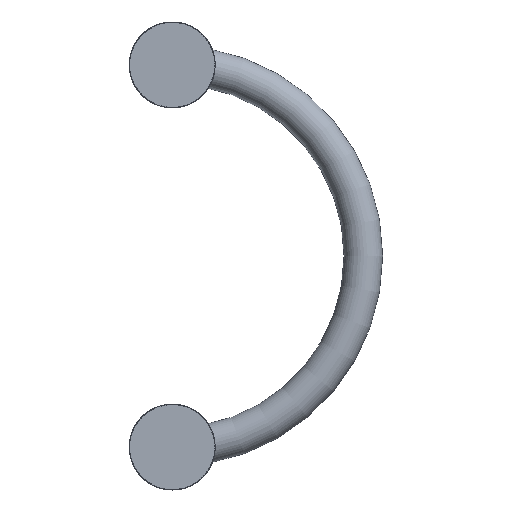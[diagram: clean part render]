
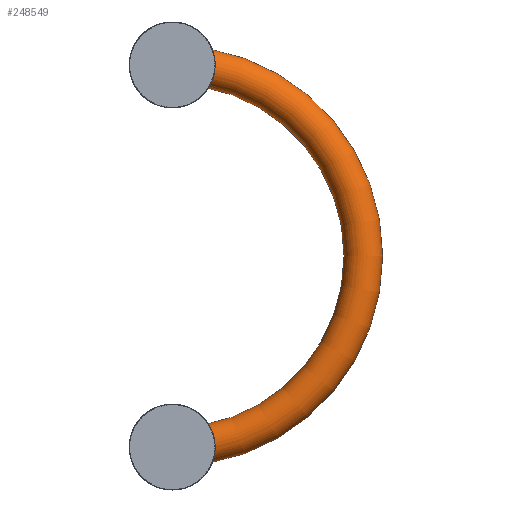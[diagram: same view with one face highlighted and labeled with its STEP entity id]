
A CAD part, left-side view. The second image highlights one B-rep face of the part: STEP entity #248549.
In plain terms, the highlighted toroidal (fillet/blend) face has major radius 99.06 mm and minor radius 9.995 mm.
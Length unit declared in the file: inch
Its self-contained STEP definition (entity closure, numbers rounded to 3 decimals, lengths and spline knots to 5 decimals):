
#41025=CARTESIAN_POINT('',(2.51,0.,4.2935));
#41056=CARTESIAN_POINT('',(2.51,0.,3.5065));
#82615=CARTESIAN_POINT('',(2.51,0.,-3.5065));
#82646=CARTESIAN_POINT('',(2.51,0.,-4.2935));
#82652=CARTESIAN_POINT('',(2.51,0.,0.));
#82653=DIRECTION('',(-1.,0.,0.));
#82654=DIRECTION('',(0.,0.,-1.));
#82655=AXIS2_PLACEMENT_3D('',#82652,#82653,#82654);
#82657=CARTESIAN_POINT('',(2.51,0.,4.2935));
#82658=CARTESIAN_POINT('',(2.4932,-0.01869,
4.2935));
#82659=CARTESIAN_POINT('',(2.45989,-0.05575,
4.29112));
#82660=CARTESIAN_POINT('',(2.41092,-0.11012,
4.28059));
#82661=CARTESIAN_POINT('',(2.36433,-0.16161,
4.26365));
#82662=CARTESIAN_POINT('',(2.32097,-0.20921,
4.24113));
#82663=CARTESIAN_POINT('',(2.28156,-0.25209,
4.21403));
#82664=CARTESIAN_POINT('',(2.24655,-0.28977,
4.18342));
#82665=CARTESIAN_POINT('',(2.21612,-0.32207,
4.15037));
#82666=CARTESIAN_POINT('',(2.19025,-0.34907,
4.11579));
#82667=CARTESIAN_POINT('',(2.16879,-0.37103,
4.08047));
#82668=CARTESIAN_POINT('',(2.15143,-0.38834,
4.04492));
#82669=CARTESIAN_POINT('',(2.13788,-0.4014,
4.00956));
#82670=CARTESIAN_POINT('',(2.1278,-0.41059,
3.9746));
#82671=CARTESIAN_POINT('',(2.12093,-0.41629,
3.94015));
#82672=CARTESIAN_POINT('',(2.11706,-0.41874,
3.90622));
#82673=CARTESIAN_POINT('',(2.11606,-0.41811,
3.87272));
#82674=CARTESIAN_POINT('',(2.11787,-0.41453,
3.83959));
#82675=CARTESIAN_POINT('',(2.12255,-0.40792,
3.80674));
#82676=CARTESIAN_POINT('',(2.13024,-0.39821,
3.77404));
#82677=CARTESIAN_POINT('',(2.14118,-0.38513,
3.7415));
#82678=CARTESIAN_POINT('',(2.15574,-0.3684,
3.70909));
#82679=CARTESIAN_POINT('',(2.17432,-0.34763,
3.67702));
#82680=CARTESIAN_POINT('',(2.19747,-0.32231,
3.64548));
#82681=CARTESIAN_POINT('',(2.22569,-0.29201,
3.615));
#82682=CARTESIAN_POINT('',(2.25952,-0.25626,
3.58619));
#82683=CARTESIAN_POINT('',(2.2993,-0.21478,
3.55999));
#82684=CARTESIAN_POINT('',(2.34509,-0.16758,
3.53754));
#82685=CARTESIAN_POINT('',(2.39634,-0.11522,
3.52013));
#82686=CARTESIAN_POINT('',(2.45207,-0.05863,
3.50904));
#82687=CARTESIAN_POINT('',(2.49046,-0.01978,
3.5065));
#82688=CARTESIAN_POINT('',(2.51,0.,3.5065));
#82690=CARTESIAN_POINT('',(2.51,0.,0.));
#82691=DIRECTION('',(1.,0.,0.));
#82692=DIRECTION('',(0.,0.,1.));
#82693=AXIS2_PLACEMENT_3D('',#82690,#82691,#82692);
#82695=CARTESIAN_POINT('',(2.51,0.,-3.5065));
#82696=CARTESIAN_POINT('',(2.49046,-0.01978,
-3.5065));
#82697=CARTESIAN_POINT('',(2.45207,-0.05863,
-3.50904));
#82698=CARTESIAN_POINT('',(2.39634,-0.11522,
-3.52014));
#82699=CARTESIAN_POINT('',(2.34508,-0.16759,
-3.53754));
#82700=CARTESIAN_POINT('',(2.29929,-0.21479,
-3.55999));
#82701=CARTESIAN_POINT('',(2.25951,-0.25627,
-3.5862));
#82702=CARTESIAN_POINT('',(2.22569,-0.29202,
-3.615));
#82703=CARTESIAN_POINT('',(2.19746,-0.32232,
-3.64549));
#82704=CARTESIAN_POINT('',(2.17431,-0.34764,
-3.67702));
#82705=CARTESIAN_POINT('',(2.15574,-0.36841,
-3.70909));
#82706=CARTESIAN_POINT('',(2.14117,-0.38514,
-3.74151));
#82707=CARTESIAN_POINT('',(2.13024,-0.39821,
-3.77404));
#82708=CARTESIAN_POINT('',(2.12255,-0.40792,
-3.80674));
#82709=CARTESIAN_POINT('',(2.11787,-0.41453,
-3.8396));
#82710=CARTESIAN_POINT('',(2.11606,-0.41811,
-3.87272));
#82711=CARTESIAN_POINT('',(2.11707,-0.41874,
-3.90622));
#82712=CARTESIAN_POINT('',(2.12093,-0.41629,
-3.94015));
#82713=CARTESIAN_POINT('',(2.1278,-0.41059,
-3.97461));
#82714=CARTESIAN_POINT('',(2.13788,-0.4014,
-4.00956));
#82715=CARTESIAN_POINT('',(2.15144,-0.38833,
-4.04492));
#82716=CARTESIAN_POINT('',(2.1688,-0.37103,
-4.08047));
#82717=CARTESIAN_POINT('',(2.19025,-0.34907,
-4.1158));
#82718=CARTESIAN_POINT('',(2.21612,-0.32206,
-4.15038));
#82719=CARTESIAN_POINT('',(2.24655,-0.28976,
-4.18343));
#82720=CARTESIAN_POINT('',(2.28157,-0.25208,
-4.21403));
#82721=CARTESIAN_POINT('',(2.32097,-0.20921,
-4.24113));
#82722=CARTESIAN_POINT('',(2.36433,-0.16161,
-4.26365));
#82723=CARTESIAN_POINT('',(2.41092,-0.11012,
-4.28059));
#82724=CARTESIAN_POINT('',(2.45989,-0.05575,
-4.29112));
#82725=CARTESIAN_POINT('',(2.4932,-0.01869,
-4.2935));
#82726=CARTESIAN_POINT('',(2.51,0.,-4.2935));
#90386=VERTEX_POINT('',#82615);
#90387=VERTEX_POINT('',#82646);
#90388=VERTEX_POINT('',#41025);
#90389=VERTEX_POINT('',#41056);
#248537=CARTESIAN_POINT('',(2.51,0.,0.));
#248538=DIRECTION('',(1.,0.,0.));
#248539=DIRECTION('',(0.,1.,0.));
#248540=AXIS2_PLACEMENT_3D('',#248537,#248538,#248539);
#248541=TOROIDAL_SURFACE('',#248540,3.9,0.3935);
#248542=ORIENTED_EDGE('',*,*,#169423,.T.);
#248544=ORIENTED_EDGE('',*,*,#248543,.F.);
#248545=ORIENTED_EDGE('',*,*,#169420,.T.);
#248546=ORIENTED_EDGE('',*,*,#248532,.F.);
#248547=EDGE_LOOP('',(#248542,#248544,#248545,#248546));
#248548=FACE_OUTER_BOUND('',#248547,.F.);
#248549=ADVANCED_FACE('',(#248548),#248541,.T.);
#82656=CIRCLE('',#82655,3.5065);
#82689=B_SPLINE_CURVE_WITH_KNOTS('',3,(#82657,#82658,#82659,#82660,#82661,
#82662,#82663,#82664,#82665,#82666,#82667,#82668,#82669,#82670,#82671,#82672,
#82673,#82674,#82675,#82676,#82677,#82678,#82679,#82680,#82681,#82682,#82683,
#82684,#82685,#82686,#82687,#82688),.UNSPECIFIED.,.F.,.F.,(4,1,1,1,1,1,1,1,1,1,
1,1,1,1,1,1,1,1,1,1,1,1,1,1,1,1,1,1,1,4),(0.,0.03448,
0.06897,0.10345,0.13793,0.17241,
0.2069,0.24138,0.27586,0.31034,
0.34483,0.37931,0.41379,0.44828,
0.48276,0.51724,0.55172,0.58621,
0.62069,0.65517,0.68966,0.72414,
0.75862,0.7931,0.82759,0.86207,
0.89655,0.93103,0.96552,1.),.UNSPECIFIED.);
#82694=CIRCLE('',#82693,4.2935);
#82727=B_SPLINE_CURVE_WITH_KNOTS('',3,(#82695,#82696,#82697,#82698,#82699,
#82700,#82701,#82702,#82703,#82704,#82705,#82706,#82707,#82708,#82709,#82710,
#82711,#82712,#82713,#82714,#82715,#82716,#82717,#82718,#82719,#82720,#82721,
#82722,#82723,#82724,#82725,#82726),.UNSPECIFIED.,.F.,.F.,(4,1,1,1,1,1,1,1,1,1,
1,1,1,1,1,1,1,1,1,1,1,1,1,1,1,1,1,1,1,4),(0.,0.03448,
0.06897,0.10345,0.13793,0.17241,
0.2069,0.24138,0.27586,0.31034,
0.34483,0.37931,0.41379,0.44828,
0.48276,0.51724,0.55172,0.58621,
0.62069,0.65517,0.68966,0.72414,
0.75862,0.7931,0.82759,0.86207,
0.89655,0.93103,0.96552,1.),.UNSPECIFIED.);
#169420=EDGE_CURVE('',#90388,#90387,#82694,.T.);
#169423=EDGE_CURVE('',#90386,#90389,#82656,.T.);
#248532=EDGE_CURVE('',#90386,#90387,#82727,.T.);
#248543=EDGE_CURVE('',#90388,#90389,#82689,.T.);
